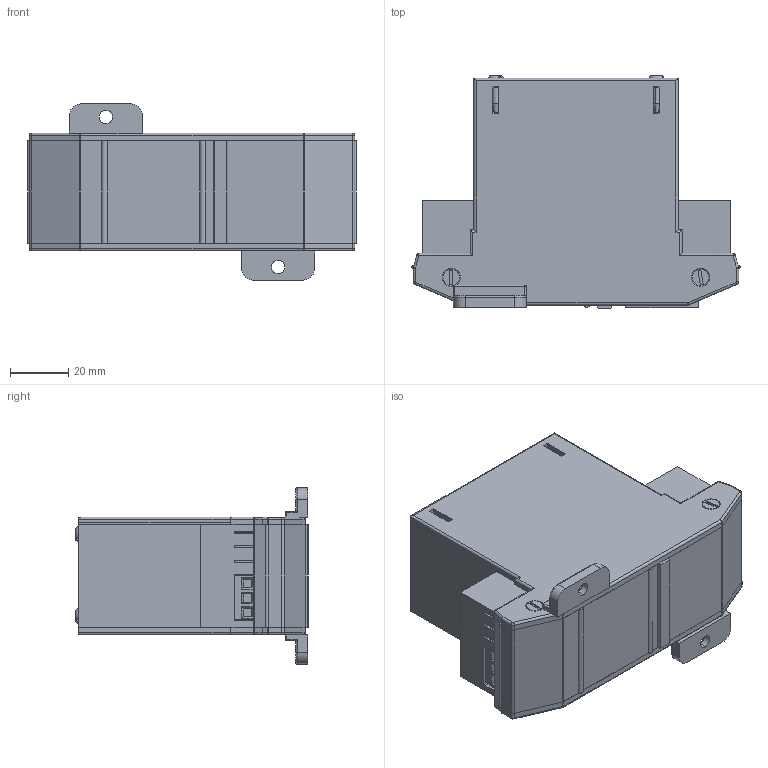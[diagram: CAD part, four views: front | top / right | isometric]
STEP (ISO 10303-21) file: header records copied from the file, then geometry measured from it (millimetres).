
FILE_DESCRIPTION (( 'STEP AP214' ), '1' );
FILE_NAME ('UECP-035.STEP', '2022-01-17T12:16:16', ( '' ), ( '' ), 'SwSTEP 2.0', 'SolidWorks 2017', '' );
FILE_SCHEMA (( 'AUTOMOTIVE_DESIGN' ));
Length unit declared in the file: millimetre
Products named in the file (38): Euro fixed Terminal-3Way; Low Bracket UBRL; Top Cover Screw; End Plate Screw; Top cover 35; Terminal Cover-UEC-035; Spacer Piece; End Piece UE; Horizontal PCB UE-035; Pin 035; Vertical PCB UE; UECP-035; Base PCB UEC 035
Assembly tree (25 placements, depth 2):
  Euro fixed Terminal-3Way
  Low Bracket UBRL
  Top Cover Screw
  End Plate Screw
  Top cover 35
Bounding box: 112.5 x 79.8 x 60.4 mm (x, y, z)
Volume: 95844.9 mm3; surface area: 115756.5 mm2
Topology: 25 solids, 25 shells, 1521 faces, 3997 edges, 2578 vertices
Faces by surface type: plane 980, cylinder 405, torus 60, cone 52, bspline 16, sphere 8
Entity records: 26096 total; most frequent: CARTESIAN_POINT 4638, DIRECTION 4319, ORIENTED_EDGE 4278, EDGE_CURVE 2139, VECTOR 1511, LINE 1511, AXIS2_PLACEMENT_3D 1404, VERTEX_POINT 1383
